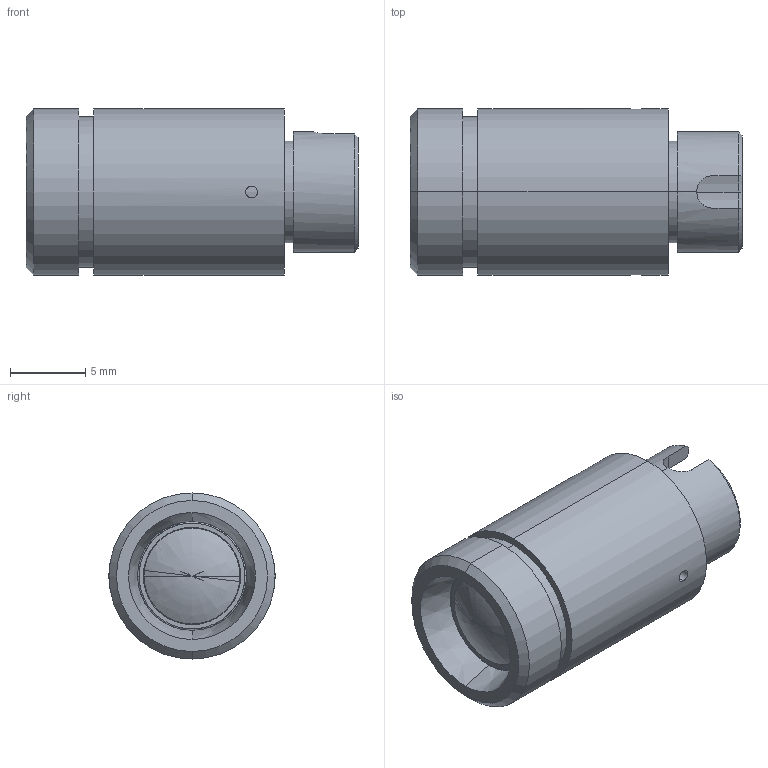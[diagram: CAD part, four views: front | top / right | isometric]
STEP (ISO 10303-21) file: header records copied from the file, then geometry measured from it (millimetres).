
FILE_DESCRIPTION (( 'STEP AP203' ), '1' );
FILE_NAME ('Web Model 47218_47218.step', '2019-07-01T13:40:07', ( '' ), ( '' ), 'SwSTEP 2.0', 'SolidWorks 2018', '' );
FILE_SCHEMA (( 'CONFIG_CONTROL_DESIGN' ));
Length unit declared in the file: millimetre
Products named in the file (1): Web Model 47218_47218
Bounding box: 21.99 x 11 x 11 mm (x, y, z)
Volume: 1506.6 mm3; surface area: 2452.6 mm2
Topology: 6 solids, 6 shells, 106 faces, 236 edges, 150 vertices
Faces by surface type: cylinder 49, plane 26, cone 15, bspline 12, torus 4
Entity records: 4174 total; most frequent: CARTESIAN_POINT 1750, DIRECTION 513, ORIENTED_EDGE 460, EDGE_CURVE 230, AXIS2_PLACEMENT_3D 222, VERTEX_POINT 150, EDGE_LOOP 132, CIRCLE 127
